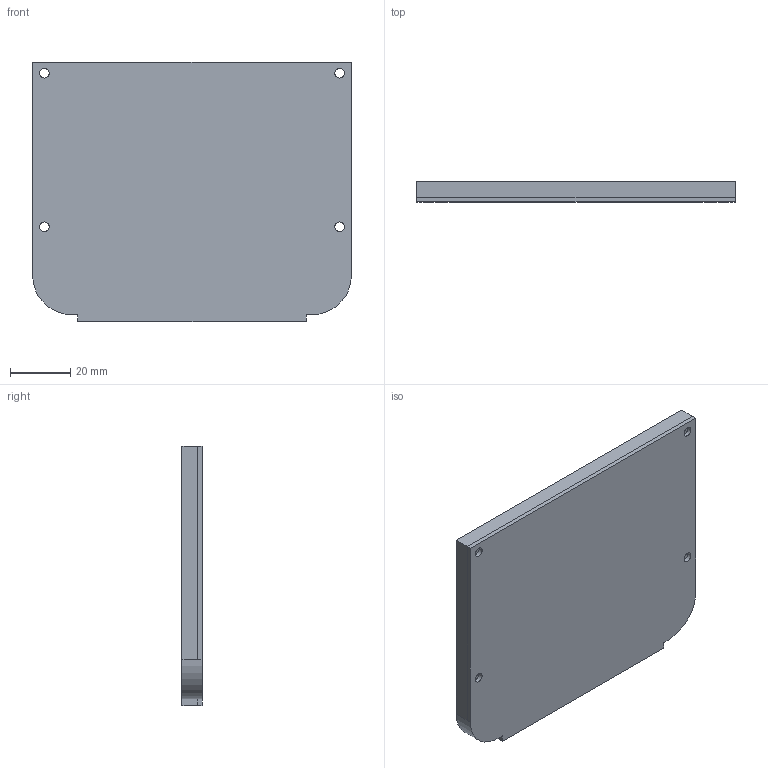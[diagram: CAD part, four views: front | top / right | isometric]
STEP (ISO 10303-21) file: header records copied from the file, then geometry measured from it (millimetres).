
FILE_DESCRIPTION(/* description */ (''),/* implementation_level */ '2;1');
FILE_NAME(/* name */ 'base plate v6 v7.step',/* time_stamp */ '2021-05-13T18:01:34-04:00',/* author */ (''),/* organization */ (''),/* preprocessor_version */ 'ST-DEVELOPER v18.1',/* originating_system */ 'Autodesk Translation Framework v10.6.0.1341',/* authorisation */ '');
FILE_SCHEMA (('AUTOMOTIVE_DESIGN { 1 0 10303 214 3 1 1 }'));
Length unit declared in the file: millimetre
Products named in the file (2): base plate v6; Component1
Assembly tree (1 placements, depth 2):
  base plate v6
    Component1
Bounding box: 105.81 x 6.67 x 86 mm (x, y, z)
Volume: 50749 mm3; surface area: 22402.2 mm2
Topology: 1 solids, 1 shells, 73 faces, 183 edges, 120 vertices
Faces by surface type: plane 66, cylinder 7
Full cylindrical faces by diameter (mm): 3.2 x4, 14 x1
Entity records: 2219 total; most frequent: CARTESIAN_POINT 379, ORIENTED_EDGE 366, DIRECTION 349, EDGE_CURVE 183, LINE 169, VECTOR 169, VERTEX_POINT 120, AXIS2_PLACEMENT_3D 90
